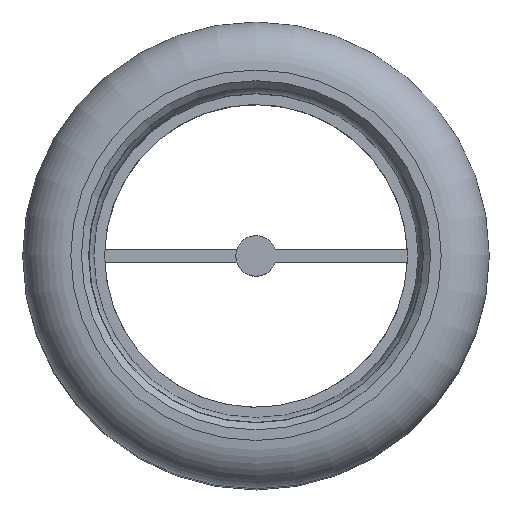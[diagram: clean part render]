
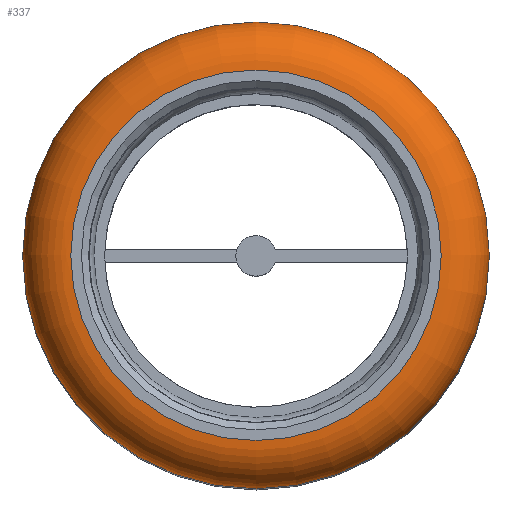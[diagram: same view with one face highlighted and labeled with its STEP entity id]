
A CAD part, top view. The second image highlights one B-rep face of the part: STEP entity #337.
In plain terms, the highlighted toroidal (fillet/blend) face has major radius 10.4 mm and minor radius 2.7 mm.
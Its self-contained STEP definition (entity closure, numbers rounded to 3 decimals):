
#30=TOROIDAL_SURFACE($,#389,10.4,2.7);
#85=FACE_BOUND($,#148,.T.);
#108=FACE_OUTER_BOUND($,#147,.T.);
#147=EDGE_LOOP($,(#303));
#148=EDGE_LOOP($,(#304));
#175=CIRCLE($,#388,12.612);
#176=CIRCLE($,#390,10.4);
#204=VERTEX_POINT($,#628);
#205=VERTEX_POINT($,#631);
#238=EDGE_CURVE($,#204,#204,#175,.T.);
#239=EDGE_CURVE($,#205,#205,#176,.T.);
#303=ORIENTED_EDGE($,*,*,#239,.F.);
#304=ORIENTED_EDGE($,*,*,#238,.T.);
#337=ADVANCED_FACE($,(#108,#85),#30,.T.);
#388=AXIS2_PLACEMENT_3D($,#629,#496,#497);
#389=AXIS2_PLACEMENT_3D($,#630,#498,#499);
#390=AXIS2_PLACEMENT_3D($,#632,#500,#501);
#496=DIRECTION('center_axis',(-1.,0.,0.));
#497=DIRECTION('ref_axis',(0.,0.,1.));
#498=DIRECTION('center_axis',(-1.,0.,0.));
#499=DIRECTION('ref_axis',(0.,0.,1.));
#500=DIRECTION('center_axis',(-1.,0.,0.));
#501=DIRECTION('ref_axis',(0.,0.,1.));
#628=CARTESIAN_POINT('',(4.249,0.,12.612));
#629=CARTESIAN_POINT('Origin',(4.249,0.,0.));
#630=CARTESIAN_POINT('Origin',(2.7,0.,0.));
#631=CARTESIAN_POINT('',(0.,0.,10.4));
#632=CARTESIAN_POINT('Origin',(0.,0.,0.));
